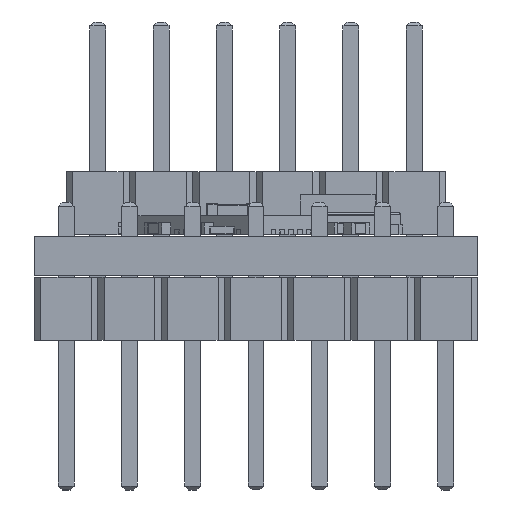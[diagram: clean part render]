
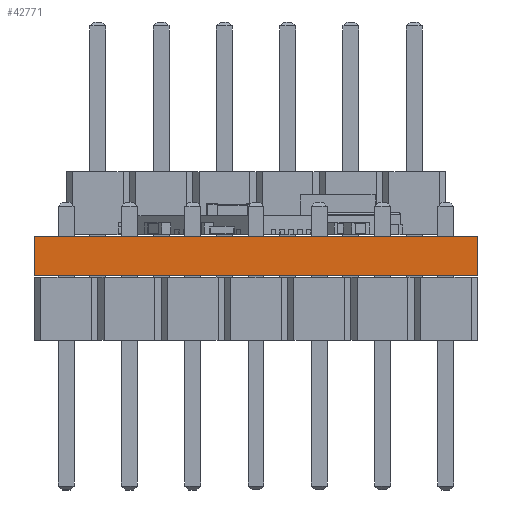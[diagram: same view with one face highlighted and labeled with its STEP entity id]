
A CAD part, front view. The second image highlights one B-rep face of the part: STEP entity #42771.
In plain terms, the highlighted planar face has unit normal (0, -1, 0).
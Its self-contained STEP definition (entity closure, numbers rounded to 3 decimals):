
#42771 = ADVANCED_FACE('',(#42772),#42806,.T.);
#42772 = FACE_BOUND('',#42773,.T.);
#42773 = EDGE_LOOP('',(#42774,#42784,#42792,#42800));
#42774 = ORIENTED_EDGE('',*,*,#42775,.T.);
#42775 = EDGE_CURVE('',#42776,#42778,#42780,.T.);
#42776 = VERTEX_POINT('',#42777);
#42777 = CARTESIAN_POINT('',(8.89,-16.51,0.));
#42778 = VERTEX_POINT('',#42779);
#42779 = CARTESIAN_POINT('',(8.89,-16.51,1.6));
#42780 = LINE('',#42781,#42782);
#42781 = CARTESIAN_POINT('',(8.89,-16.51,0.));
#42782 = VECTOR('',#42783,1.);
#42783 = DIRECTION('',(0.,0.,1.));
#42784 = ORIENTED_EDGE('',*,*,#42785,.T.);
#42785 = EDGE_CURVE('',#42778,#42786,#42788,.T.);
#42786 = VERTEX_POINT('',#42787);
#42787 = CARTESIAN_POINT('',(-8.89,-16.51,1.6));
#42788 = LINE('',#42789,#42790);
#42789 = CARTESIAN_POINT('',(8.89,-16.51,1.6));
#42790 = VECTOR('',#42791,1.);
#42791 = DIRECTION('',(-1.,0.,0.));
#42792 = ORIENTED_EDGE('',*,*,#42793,.F.);
#42793 = EDGE_CURVE('',#42794,#42786,#42796,.T.);
#42794 = VERTEX_POINT('',#42795);
#42795 = CARTESIAN_POINT('',(-8.89,-16.51,0.));
#42796 = LINE('',#42797,#42798);
#42797 = CARTESIAN_POINT('',(-8.89,-16.51,0.));
#42798 = VECTOR('',#42799,1.);
#42799 = DIRECTION('',(0.,0.,1.));
#42800 = ORIENTED_EDGE('',*,*,#42801,.F.);
#42801 = EDGE_CURVE('',#42776,#42794,#42802,.T.);
#42802 = LINE('',#42803,#42804);
#42803 = CARTESIAN_POINT('',(8.89,-16.51,0.));
#42804 = VECTOR('',#42805,1.);
#42805 = DIRECTION('',(-1.,0.,0.));
#42806 = PLANE('',#42807);
#42807 = AXIS2_PLACEMENT_3D('',#42808,#42809,#42810);
#42808 = CARTESIAN_POINT('',(8.89,-16.51,0.));
#42809 = DIRECTION('',(0.,-1.,0.));
#42810 = DIRECTION('',(-1.,0.,0.));
